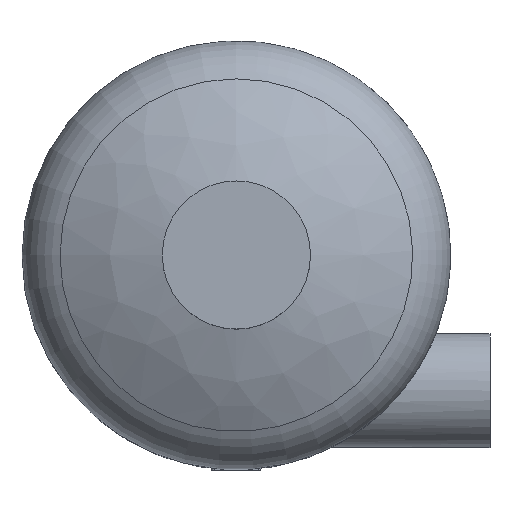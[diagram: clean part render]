
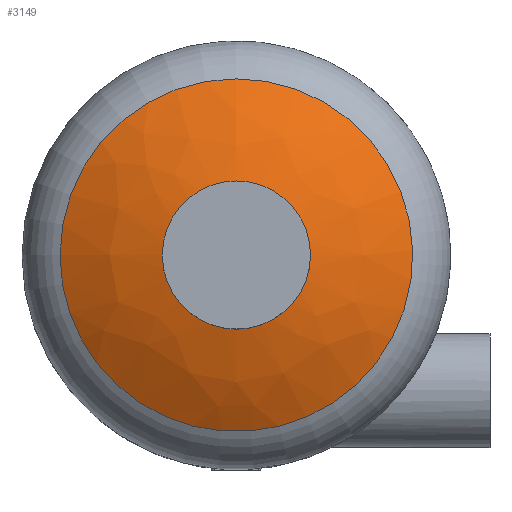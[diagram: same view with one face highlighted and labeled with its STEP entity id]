
A CAD part, top view. The second image highlights one B-rep face of the part: STEP entity #3149.
In plain terms, the highlighted free-form (B-spline) face has degree [2, 2] with [3, 9] control points.
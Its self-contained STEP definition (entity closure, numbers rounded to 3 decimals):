
#644=(
BOUNDED_CURVE()
B_SPLINE_CURVE(2,(#4935,#4936,#4937),.UNSPECIFIED.,.F.,.F.)
B_SPLINE_CURVE_WITH_KNOTS((3,3),(-1.351,-1.03),
 .UNSPECIFIED.)
CURVE()
GEOMETRIC_REPRESENTATION_ITEM()
RATIONAL_B_SPLINE_CURVE((1.,0.987,1.))
REPRESENTATION_ITEM($)
);
#646=(
BOUNDED_SURFACE()
B_SPLINE_SURFACE(2,2,((#4908,#4909,#4910,#4911,#4912,#4913,#4914,#4915,
#4916),(#4917,#4918,#4919,#4920,#4921,#4922,#4923,#4924,#4925),(#4926,#4927,
#4928,#4929,#4930,#4931,#4932,#4933,#4934)),.UNSPECIFIED.,.F.,.T.,.F.)
B_SPLINE_SURFACE_WITH_KNOTS((3,3),(3,2,2,2,3),(1.03,1.351),
(-3.142,-1.571,0.,1.571,3.142),
 .UNSPECIFIED.)
GEOMETRIC_REPRESENTATION_ITEM()
RATIONAL_B_SPLINE_SURFACE(((1.,0.707,1.,0.707,1.,
0.707,1.,0.707,1.),(0.987,0.698,
0.987,0.698,0.987,0.698,
0.987,0.698,0.987),(1.,0.707,
1.,0.707,1.,0.707,1.,0.707,1.)))
REPRESENTATION_ITEM($)
SURFACE()
);
#777=FACE_OUTER_BOUND($,#969,.T.);
#969=EDGE_LOOP($,(#2139,#2140,#2141,#2142,#2143,#2144));
#1146=CIRCLE($,#3343,260.74);
#1147=CIRCLE($,#3344,260.74);
#1149=CIRCLE($,#3347,109.55);
#1150=CIRCLE($,#3348,109.55);
#1311=VERTEX_POINT($,#4841);
#1312=VERTEX_POINT($,#4842);
#1314=VERTEX_POINT($,#4848);
#1315=VERTEX_POINT($,#4849);
#1633=EDGE_CURVE($,#1311,#1312,#1146,.T.);
#1634=EDGE_CURVE($,#1312,#1311,#1147,.T.);
#1636=EDGE_CURVE($,#1314,#1315,#1149,.T.);
#1637=EDGE_CURVE($,#1315,#1314,#1150,.T.);
#1648=EDGE_CURVE($,#1315,#1312,#644,.T.);
#2139=ORIENTED_EDGE($,*,*,#1636,.T.);
#2140=ORIENTED_EDGE($,*,*,#1648,.T.);
#2141=ORIENTED_EDGE($,*,*,#1634,.T.);
#2142=ORIENTED_EDGE($,*,*,#1633,.T.);
#2143=ORIENTED_EDGE($,*,*,#1648,.F.);
#2144=ORIENTED_EDGE($,*,*,#1637,.T.);
#3149=ADVANCED_FACE($,(#777),#646,.F.);
#3343=AXIS2_PLACEMENT_3D($,#4843,#3695,#3696);
#3344=AXIS2_PLACEMENT_3D($,#4844,#3697,#3698);
#3347=AXIS2_PLACEMENT_3D($,#4850,#3703,#3704);
#3348=AXIS2_PLACEMENT_3D($,#4851,#3705,#3706);
#3695=DIRECTION('center_axis',(0.,0.,1.));
#3696=DIRECTION('ref_axis',(-1.,0.,0.));
#3697=DIRECTION('center_axis',(0.,0.,1.));
#3698=DIRECTION('ref_axis',(-1.,0.,0.));
#3703=DIRECTION('center_axis',(0.,0.,-1.));
#3704=DIRECTION('ref_axis',(-1.,0.,0.));
#3705=DIRECTION('center_axis',(0.,0.,-1.));
#3706=DIRECTION('ref_axis',(-1.,0.,0.));
#4841=CARTESIAN_POINT('',(-260.74,0.,745.239));
#4842=CARTESIAN_POINT('',(0.,260.74,745.239));
#4843=CARTESIAN_POINT('Origin',(0.,0.,745.239));
#4844=CARTESIAN_POINT('Origin',(0.,0.,745.239));
#4848=CARTESIAN_POINT('',(109.55,0.,805.711));
#4849=CARTESIAN_POINT('',(0.,109.55,805.711));
#4850=CARTESIAN_POINT('Origin',(0.,0.,805.711));
#4851=CARTESIAN_POINT('Origin',(0.,0.,805.711));
#4908=CARTESIAN_POINT('Ctrl Pts',(0.,260.74,745.239));
#4909=CARTESIAN_POINT('Ctrl Pts',(-260.74,260.74,745.239));
#4910=CARTESIAN_POINT('Ctrl Pts',(-260.74,0.,
745.239));
#4911=CARTESIAN_POINT('Ctrl Pts',(-260.74,-260.74,745.239));
#4912=CARTESIAN_POINT('Ctrl Pts',(0.,-260.74,745.239));
#4913=CARTESIAN_POINT('Ctrl Pts',(260.74,-260.74,745.239));
#4914=CARTESIAN_POINT('Ctrl Pts',(260.74,0.,
745.239));
#4915=CARTESIAN_POINT('Ctrl Pts',(260.74,260.74,745.239));
#4916=CARTESIAN_POINT('Ctrl Pts',(0.,260.74,745.239));
#4917=CARTESIAN_POINT('Ctrl Pts',(0.,190.038,787.707));
#4918=CARTESIAN_POINT('Ctrl Pts',(-190.038,190.038,787.707));
#4919=CARTESIAN_POINT('Ctrl Pts',(-190.038,0.,
787.707));
#4920=CARTESIAN_POINT('Ctrl Pts',(-190.038,-190.038,787.707));
#4921=CARTESIAN_POINT('Ctrl Pts',(0.,-190.038,787.707));
#4922=CARTESIAN_POINT('Ctrl Pts',(190.038,-190.038,787.707));
#4923=CARTESIAN_POINT('Ctrl Pts',(190.038,0.,
787.707));
#4924=CARTESIAN_POINT('Ctrl Pts',(190.038,190.038,787.707));
#4925=CARTESIAN_POINT('Ctrl Pts',(0.,190.038,787.707));
#4926=CARTESIAN_POINT('Ctrl Pts',(0.,109.55,805.711));
#4927=CARTESIAN_POINT('Ctrl Pts',(-109.55,109.55,805.711));
#4928=CARTESIAN_POINT('Ctrl Pts',(-109.55,0.,
805.711));
#4929=CARTESIAN_POINT('Ctrl Pts',(-109.55,-109.55,805.711));
#4930=CARTESIAN_POINT('Ctrl Pts',(0.,-109.55,805.711));
#4931=CARTESIAN_POINT('Ctrl Pts',(109.55,-109.55,805.711));
#4932=CARTESIAN_POINT('Ctrl Pts',(109.55,0.,
805.711));
#4933=CARTESIAN_POINT('Ctrl Pts',(109.55,109.55,805.711));
#4934=CARTESIAN_POINT('Ctrl Pts',(0.,109.55,805.711));
#4935=CARTESIAN_POINT('Ctrl Pts',(0.,109.55,805.711));
#4936=CARTESIAN_POINT('Ctrl Pts',(0.,190.038,787.707));
#4937=CARTESIAN_POINT('Ctrl Pts',(0.,260.74,745.239));
